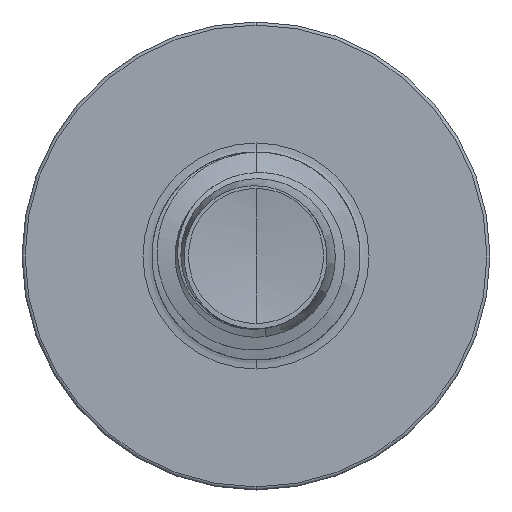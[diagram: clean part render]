
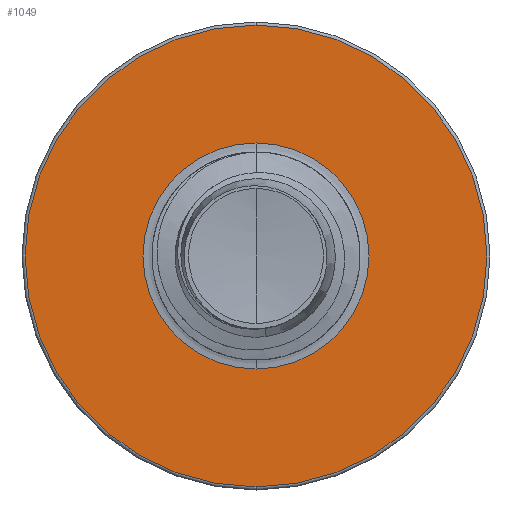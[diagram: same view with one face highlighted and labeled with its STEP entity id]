
A CAD part, front view. The second image highlights one B-rep face of the part: STEP entity #1049.
In plain terms, the highlighted planar face has unit normal (0, -1, 0).
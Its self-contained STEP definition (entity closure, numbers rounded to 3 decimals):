
#1049 = ADVANCED_FACE ( 'NONE', ( #24912, #10274 ), #9313, .F. ) ;
#1882 = VERTEX_POINT ( 'NONE', #30771 ) ;
#2363 = DIRECTION ( 'NONE',  ( 0., 1., 0. ) ) ;
#4307 = CARTESIAN_POINT ( 'NONE',  ( 0., 17.5, 0. ) ) ;
#4312 = AXIS2_PLACEMENT_3D ( 'NONE', #6302, #26767, #9255 ) ;
#6069 = AXIS2_PLACEMENT_3D ( 'NONE', #4307, #24748, #7237 ) ;
#6302 = CARTESIAN_POINT ( 'NONE',  ( 0., 17.5, 0. ) ) ;
#6325 = EDGE_CURVE ( 'NONE', #11474, #24730, #18441, .T. ) ;
#6498 = CIRCLE ( 'NONE', #4312, 2.174 ) ;
#6563 = EDGE_CURVE ( 'NONE', #35803, #1882, #25320, .T. ) ;
#7237 = DIRECTION ( 'NONE',  ( 0., 0., 1. ) ) ;
#8073 = AXIS2_PLACEMENT_3D ( 'NONE', #17130, #37576, #20070 ) ;
#9255 = DIRECTION ( 'NONE',  ( 0., 0., 1. ) ) ;
#9313 = PLANE ( 'NONE',  #10398 ) ;
#10002 = AXIS2_PLACEMENT_3D ( 'NONE', #19864, #2363, #22812 ) ;
#10274 = FACE_BOUND ( 'NONE', #19945, .T. ) ;
#10398 = AXIS2_PLACEMENT_3D ( 'NONE', #15170, #35632, #18117 ) ;
#11474 = VERTEX_POINT ( 'NONE', #36024 ) ;
#13686 = CIRCLE ( 'NONE', #8073, 4.44 ) ;
#15170 = CARTESIAN_POINT ( 'NONE',  ( 0., 17.5, -2.174 ) ) ;
#16906 = CARTESIAN_POINT ( 'NONE',  ( 0., 17.5, 4.44 ) ) ;
#17130 = CARTESIAN_POINT ( 'NONE',  ( 0., 17.5, 0. ) ) ;
#17419 = ORIENTED_EDGE ( 'NONE', *, *, #19562, .T. ) ;
#18117 = DIRECTION ( 'NONE',  ( 0., 0., 1. ) ) ;
#18187 = ORIENTED_EDGE ( 'NONE', *, *, #6563, .F. ) ;
#18441 = CIRCLE ( 'NONE', #6069, 2.174 ) ;
#19562 = EDGE_CURVE ( 'NONE', #24730, #11474, #6498, .T. ) ;
#19864 = CARTESIAN_POINT ( 'NONE',  ( 0., 17.5, 0. ) ) ;
#19945 = EDGE_LOOP ( 'NONE', ( #17419, #26054 ) ) ;
#20070 = DIRECTION ( 'NONE',  ( 0., 0., 1. ) ) ;
#21726 = ORIENTED_EDGE ( 'NONE', *, *, #32782, .F. ) ;
#21767 = CARTESIAN_POINT ( 'NONE',  ( 0., 17.5, 2.174 ) ) ;
#22812 = DIRECTION ( 'NONE',  ( 0., 0., 1. ) ) ;
#24730 = VERTEX_POINT ( 'NONE', #21767 ) ;
#24748 = DIRECTION ( 'NONE',  ( 0., 1., 0. ) ) ;
#24912 = FACE_OUTER_BOUND ( 'NONE', #26236, .T. ) ;
#25320 = CIRCLE ( 'NONE', #10002, 4.44 ) ;
#26054 = ORIENTED_EDGE ( 'NONE', *, *, #6325, .T. ) ;
#26236 = EDGE_LOOP ( 'NONE', ( #18187, #21726 ) ) ;
#26767 = DIRECTION ( 'NONE',  ( 0., 1., 0. ) ) ;
#30771 = CARTESIAN_POINT ( 'NONE',  ( 0., 17.5, -4.44 ) ) ;
#32782 = EDGE_CURVE ( 'NONE', #1882, #35803, #13686, .T. ) ;
#35632 = DIRECTION ( 'NONE',  ( 0., 1., 0. ) ) ;
#35803 = VERTEX_POINT ( 'NONE', #16906 ) ;
#36024 = CARTESIAN_POINT ( 'NONE',  ( 0., 17.5, -2.174 ) ) ;
#37576 = DIRECTION ( 'NONE',  ( 0., 1., 0. ) ) ;
